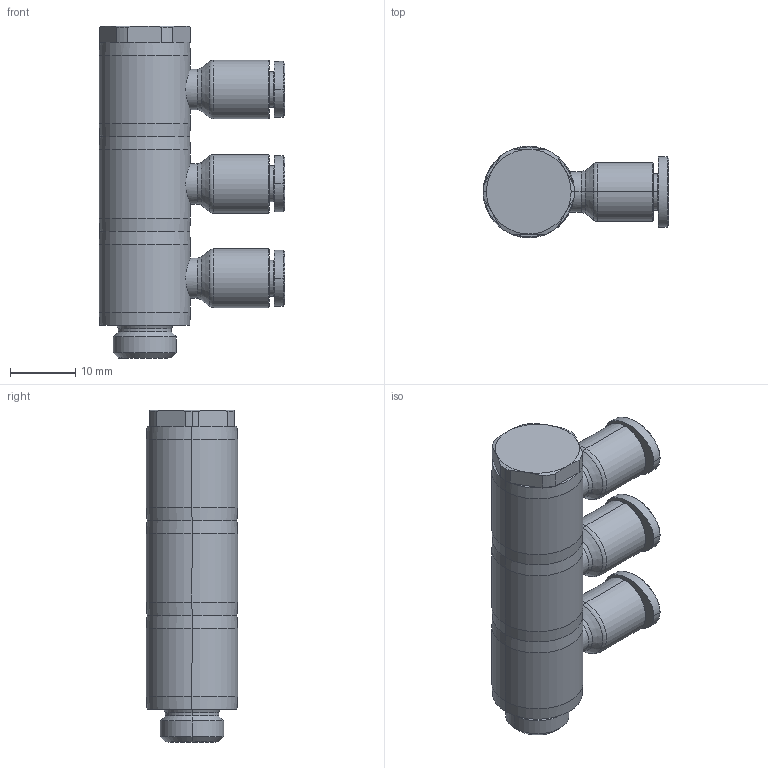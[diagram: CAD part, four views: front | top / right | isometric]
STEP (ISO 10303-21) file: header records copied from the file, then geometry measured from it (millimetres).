
FILE_DESCRIPTION((''),'2;1');
FILE_NAME('GPH_04G01(3)(3D).stp','2012-12-20T18:45:30',(''),(''),'Mechanical Desktop.R8.0.24.0','Mechanical Desktop.R8.0.24.0',', , ');
FILE_SCHEMA(('CONFIG_CONTROL_DESIGN'));
Length unit declared in the file: millimetre
Products named in the file (2): GPH_04G01(3)(3D); 睡ヶ1
Assembly tree (1 placements, depth 2):
  GPH_04G01(3)(3D)
    睡ヶ1
Bounding box: 28.5 x 14 x 51 mm (x, y, z)
Volume: 7928.6 mm3; surface area: 8583.6 mm2
Topology: 1 solids, 1 shells, 1256 faces, 3492 edges, 2291 vertices
Faces by surface type: plane 1013, bspline 93, cylinder 76, cone 68, torus 6
Entity records: 41832 total; most frequent: CARTESIAN_POINT 9640, ORIENTED_EDGE 6980, DIRECTION 6181, EDGE_CURVE 3490, VECTOR 3057, LINE 3057, VERTEX_POINT 2291, AXIS2_PLACEMENT_3D 1562
